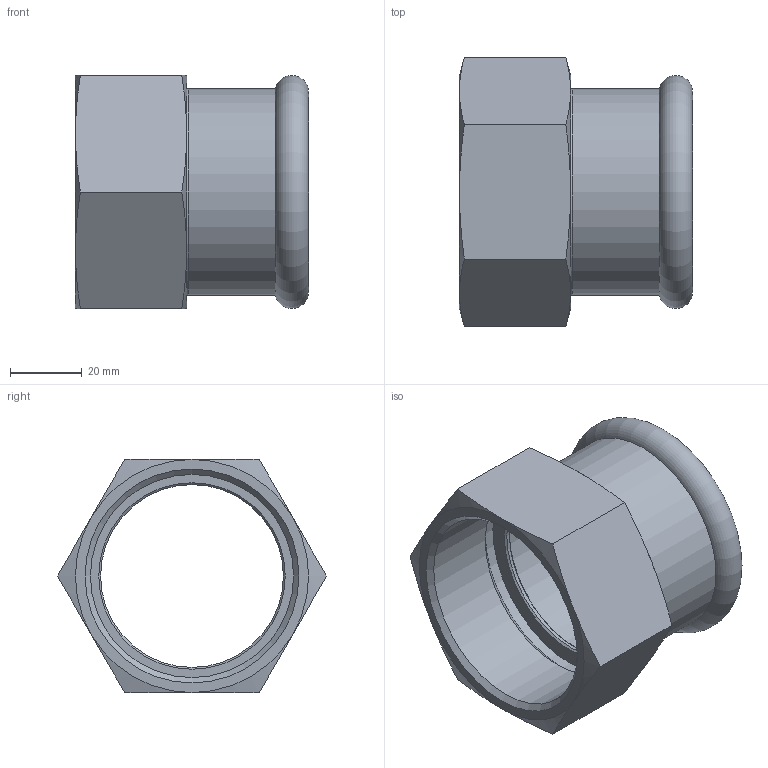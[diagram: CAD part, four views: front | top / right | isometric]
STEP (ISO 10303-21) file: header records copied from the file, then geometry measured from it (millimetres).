
FILE_DESCRIPTION(/* description */ ('MANICOTTO FILETTATO FEMMINA 54x2"'),/* implementation_level */ '2;1');
FILE_NAME(/* name */ '390200054_Steelpres.stp',/* time_stamp */ '2022-10-21T16:44:13+02:00',/* author */ ('Vault'),/* organization */ ('Raccorderie metalliche s.p.a. '),/* preprocessor_version */ 'ST-DEVELOPER v18.1',/* originating_system */ 'Autodesk Inventor 2020',/* authorisation */ 'Raccorderie metalliche s.p.a. ');
FILE_SCHEMA (('AUTOMOTIVE_DESIGN { 1 0 10303 214 3 1 1 }'));
Length unit declared in the file: millimetre
Products named in the file (1): 390200054_Steelpres
Bounding box: 65 x 75.06 x 65 mm (x, y, z)
Volume: 48287.8 mm3; surface area: 28579.2 mm2
Topology: 1 solids, 1 shells, 40 faces, 102 edges, 67 vertices
Faces by surface type: cone 16, plane 11, cylinder 7, torus 6
Full cylindrical faces by diameter (mm): 51 x1, 54.5 x1, 54.7 x2, 56.656 x1, 57.5 x1, 61 x1
Entity records: 1264 total; most frequent: CARTESIAN_POINT 258, DIRECTION 221, ORIENTED_EDGE 204, EDGE_CURVE 102, AXIS2_PLACEMENT_3D 102, VERTEX_POINT 67, CIRCLE 61, EDGE_LOOP 45
